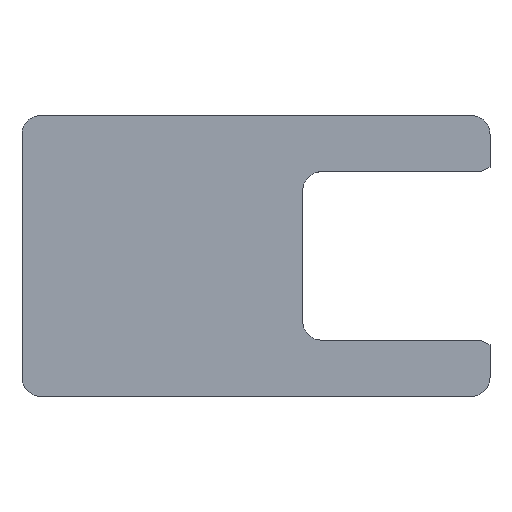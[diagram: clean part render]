
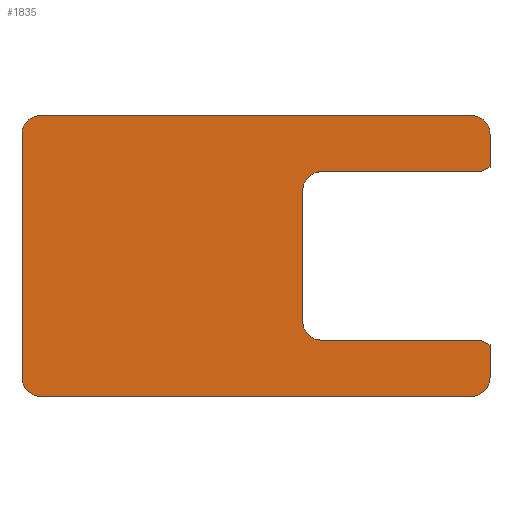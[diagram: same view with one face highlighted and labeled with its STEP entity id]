
A CAD part, top view. The second image highlights one B-rep face of the part: STEP entity #1835.
In plain terms, the highlighted planar face has unit normal (0, 0, 1).
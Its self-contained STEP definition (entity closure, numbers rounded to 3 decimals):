
#1451 = EDGE_CURVE('',#1452,#1454,#1456,.T.);
#1452 = VERTEX_POINT('',#1453);
#1453 = CARTESIAN_POINT('',(24.,-9.,1.5));
#1454 = VERTEX_POINT('',#1455);
#1455 = CARTESIAN_POINT('',(7.,-9.,1.5));
#1456 = LINE('',#1457,#1458);
#1457 = CARTESIAN_POINT('',(25.,-9.,1.5));
#1458 = VECTOR('',#1459,1.);
#1459 = DIRECTION('',(-1.,0.,0.));
#1543 = VERTEX_POINT('',#1544);
#1544 = CARTESIAN_POINT('',(25.,-9.5,1.5));
#1550 = EDGE_CURVE('',#1543,#1452,#1551,.T.);
#1551 = LINE('',#1552,#1553);
#1552 = CARTESIAN_POINT('',(13.33,-3.665,1.5));
#1553 = VECTOR('',#1554,1.);
#1554 = DIRECTION('',(-0.894,0.447,0.));
#1567 = EDGE_CURVE('',#1543,#1568,#1570,.T.);
#1568 = VERTEX_POINT('',#1569);
#1569 = CARTESIAN_POINT('',(25.,-13.,1.5));
#1570 = LINE('',#1571,#1572);
#1571 = CARTESIAN_POINT('',(25.,-9.,1.5));
#1572 = VECTOR('',#1573,1.);
#1573 = DIRECTION('',(0.,-1.,0.));
#1591 = VERTEX_POINT('',#1592);
#1592 = CARTESIAN_POINT('',(23.,-15.,1.5));
#1598 = EDGE_CURVE('',#1591,#1599,#1601,.T.);
#1599 = VERTEX_POINT('',#1600);
#1600 = CARTESIAN_POINT('',(-23.,-15.,1.5));
#1601 = LINE('',#1602,#1603);
#1602 = CARTESIAN_POINT('',(25.,-15.,1.5));
#1603 = VECTOR('',#1604,1.);
#1604 = DIRECTION('',(-1.,0.,0.));
#1624 = EDGE_CURVE('',#1568,#1591,#1625,.T.);
#1625 = CIRCLE('',#1626,2.);
#1626 = AXIS2_PLACEMENT_3D('',#1627,#1628,#1629);
#1627 = CARTESIAN_POINT('',(23.,-13.,1.5));
#1628 = DIRECTION('',(-0.,-0.,-1.));
#1629 = DIRECTION('',(0.,-1.,0.));
#1642 = VERTEX_POINT('',#1643);
#1643 = CARTESIAN_POINT('',(-25.,-13.,1.5));
#1649 = EDGE_CURVE('',#1599,#1642,#1650,.T.);
#1650 = CIRCLE('',#1651,2.);
#1651 = AXIS2_PLACEMENT_3D('',#1652,#1653,#1654);
#1652 = CARTESIAN_POINT('',(-23.,-13.,1.5));
#1653 = DIRECTION('',(-0.,-0.,-1.));
#1654 = DIRECTION('',(0.,-1.,0.));
#1667 = EDGE_CURVE('',#1642,#1668,#1670,.T.);
#1668 = VERTEX_POINT('',#1669);
#1669 = CARTESIAN_POINT('',(-25.,13.,1.5));
#1670 = LINE('',#1671,#1672);
#1671 = CARTESIAN_POINT('',(-25.,-15.,1.5));
#1672 = VECTOR('',#1673,1.);
#1673 = DIRECTION('',(0.,1.,0.));
#1691 = VERTEX_POINT('',#1692);
#1692 = CARTESIAN_POINT('',(-23.,15.,1.5));
#1698 = EDGE_CURVE('',#1668,#1691,#1699,.T.);
#1699 = CIRCLE('',#1700,2.);
#1700 = AXIS2_PLACEMENT_3D('',#1701,#1702,#1703);
#1701 = CARTESIAN_POINT('',(-23.,13.,1.5));
#1702 = DIRECTION('',(-0.,-0.,-1.));
#1703 = DIRECTION('',(0.,-1.,0.));
#1716 = EDGE_CURVE('',#1691,#1717,#1719,.T.);
#1717 = VERTEX_POINT('',#1718);
#1718 = CARTESIAN_POINT('',(23.,15.,1.5));
#1719 = LINE('',#1720,#1721);
#1720 = CARTESIAN_POINT('',(-25.,15.,1.5));
#1721 = VECTOR('',#1722,1.);
#1722 = DIRECTION('',(1.,0.,0.));
#1740 = EDGE_CURVE('',#1741,#1743,#1745,.T.);
#1741 = VERTEX_POINT('',#1742);
#1742 = CARTESIAN_POINT('',(7.,9.,1.5));
#1743 = VERTEX_POINT('',#1744);
#1744 = CARTESIAN_POINT('',(24.,9.,1.5));
#1745 = LINE('',#1746,#1747);
#1746 = CARTESIAN_POINT('',(5.,9.,1.5));
#1747 = VECTOR('',#1748,1.);
#1748 = DIRECTION('',(1.,0.,0.));
#1775 = VERTEX_POINT('',#1776);
#1776 = CARTESIAN_POINT('',(25.,9.5,1.5));
#1782 = EDGE_CURVE('',#1775,#1743,#1783,.T.);
#1783 = LINE('',#1784,#1785);
#1784 = CARTESIAN_POINT('',(13.33,3.665,1.5));
#1785 = VECTOR('',#1786,1.);
#1786 = DIRECTION('',(-0.894,-0.447,0.));
#1799 = VERTEX_POINT('',#1800);
#1800 = CARTESIAN_POINT('',(25.,13.,1.5));
#1806 = EDGE_CURVE('',#1799,#1775,#1807,.T.);
#1807 = LINE('',#1808,#1809);
#1808 = CARTESIAN_POINT('',(25.,15.,1.5));
#1809 = VECTOR('',#1810,1.);
#1810 = DIRECTION('',(0.,-1.,0.));
#1823 = EDGE_CURVE('',#1717,#1799,#1824,.T.);
#1824 = CIRCLE('',#1825,2.);
#1825 = AXIS2_PLACEMENT_3D('',#1826,#1827,#1828);
#1826 = CARTESIAN_POINT('',(23.,13.,1.5));
#1827 = DIRECTION('',(-0.,-0.,-1.));
#1828 = DIRECTION('',(0.,-1.,0.));
#1835 = ADVANCED_FACE('',(#1836),#1875,.T.);
#1836 = FACE_BOUND('',#1837,.T.);
#1837 = EDGE_LOOP('',(#1838,#1839,#1840,#1841,#1842,#1843,#1844,#1845,
    #1846,#1847,#1848,#1849,#1850,#1851,#1860,#1868));
#1838 = ORIENTED_EDGE('',*,*,#1740,.T.);
#1839 = ORIENTED_EDGE('',*,*,#1782,.F.);
#1840 = ORIENTED_EDGE('',*,*,#1806,.F.);
#1841 = ORIENTED_EDGE('',*,*,#1823,.F.);
#1842 = ORIENTED_EDGE('',*,*,#1716,.F.);
#1843 = ORIENTED_EDGE('',*,*,#1698,.F.);
#1844 = ORIENTED_EDGE('',*,*,#1667,.F.);
#1845 = ORIENTED_EDGE('',*,*,#1649,.F.);
#1846 = ORIENTED_EDGE('',*,*,#1598,.F.);
#1847 = ORIENTED_EDGE('',*,*,#1624,.F.);
#1848 = ORIENTED_EDGE('',*,*,#1567,.F.);
#1849 = ORIENTED_EDGE('',*,*,#1550,.T.);
#1850 = ORIENTED_EDGE('',*,*,#1451,.T.);
#1851 = ORIENTED_EDGE('',*,*,#1852,.T.);
#1852 = EDGE_CURVE('',#1454,#1853,#1855,.T.);
#1853 = VERTEX_POINT('',#1854);
#1854 = CARTESIAN_POINT('',(5.,-7.,1.5));
#1855 = CIRCLE('',#1856,2.);
#1856 = AXIS2_PLACEMENT_3D('',#1857,#1858,#1859);
#1857 = CARTESIAN_POINT('',(7.,-7.,1.5));
#1858 = DIRECTION('',(-0.,-0.,-1.));
#1859 = DIRECTION('',(0.,-1.,0.));
#1860 = ORIENTED_EDGE('',*,*,#1861,.T.);
#1861 = EDGE_CURVE('',#1853,#1862,#1864,.T.);
#1862 = VERTEX_POINT('',#1863);
#1863 = CARTESIAN_POINT('',(5.,7.,1.5));
#1864 = LINE('',#1865,#1866);
#1865 = CARTESIAN_POINT('',(5.,-9.,1.5));
#1866 = VECTOR('',#1867,1.);
#1867 = DIRECTION('',(0.,1.,0.));
#1868 = ORIENTED_EDGE('',*,*,#1869,.T.);
#1869 = EDGE_CURVE('',#1862,#1741,#1870,.T.);
#1870 = CIRCLE('',#1871,2.);
#1871 = AXIS2_PLACEMENT_3D('',#1872,#1873,#1874);
#1872 = CARTESIAN_POINT('',(7.,7.,1.5));
#1873 = DIRECTION('',(-0.,-0.,-1.));
#1874 = DIRECTION('',(0.,-1.,0.));
#1875 = PLANE('',#1876);
#1876 = AXIS2_PLACEMENT_3D('',#1877,#1878,#1879);
#1877 = CARTESIAN_POINT('',(1.2,0.,1.5));
#1878 = DIRECTION('',(0.,0.,1.));
#1879 = DIRECTION('',(1.,0.,0.));
